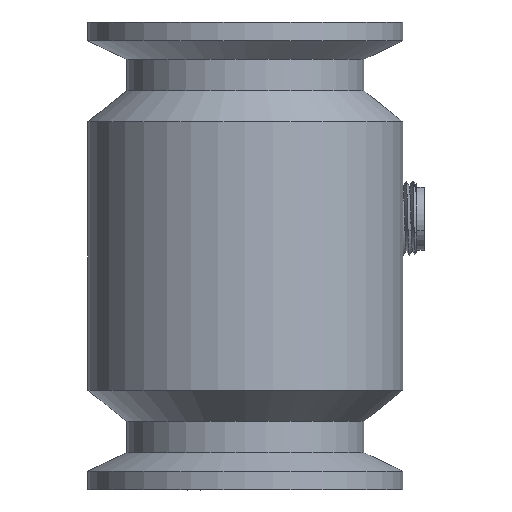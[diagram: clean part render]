
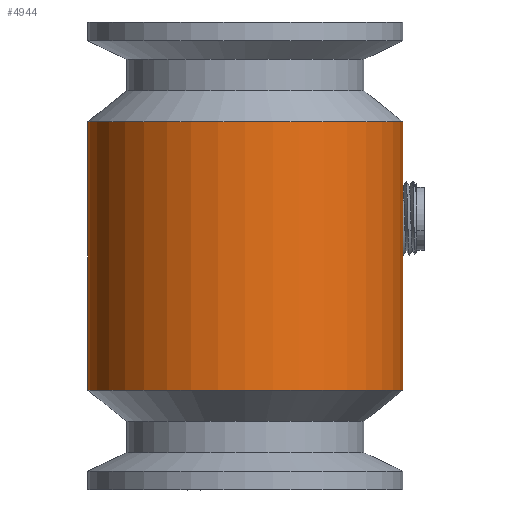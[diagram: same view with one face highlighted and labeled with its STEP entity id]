
A CAD part, front view. The second image highlights one B-rep face of the part: STEP entity #4944.
In plain terms, the highlighted cylindrical face has radius 25.25 mm (diameter 50.5 mm), a full revolution.
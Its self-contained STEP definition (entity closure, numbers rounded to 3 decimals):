
#3622=CYLINDRICAL_SURFACE('',#14776,25.25);
#3973=CIRCLE('',#14774,25.25);
#3974=CIRCLE('',#14775,25.25);
#4213=FACE_BOUND('',#6462,.T.);
#4214=FACE_BOUND('',#6463,.T.);
#4215=FACE_BOUND('',#6464,.T.);
#4944=ADVANCED_FACE('',(#4213,#4214,#4215),#3622,.T.);
#6462=EDGE_LOOP('',(#10844));
#6463=EDGE_LOOP('',(#10845));
#6464=EDGE_LOOP('',(#10846));
#7394=B_SPLINE_CURVE_WITH_KNOTS('',3,(#31779,#31780,#31781,#31782,#31783,
#31784,#31785,#31786,#31787,#31788,#31789,#31790,#31791,#31792,#31793,#31794,
#31795,#31796,#31797,#31798,#31799,#31800,#31801,#31802,#31803,#31804,#31805,
#31806),.UNSPECIFIED.,.T.,.F.,(2,2,2,2,2,2,2,2,2,2,2,2,2,2,2,2),(-0.063,
0.,0.125,0.188,0.25,0.375,0.438,0.5,0.563,0.625,0.688,0.75,0.875,0.938,
1.,1.125),.UNSPECIFIED.);
#10844=ORIENTED_EDGE('',*,*,#13827,.T.);
#10845=ORIENTED_EDGE('',*,*,#13828,.T.);
#10846=ORIENTED_EDGE('',*,*,#13829,.T.);
#12074=VERTEX_POINT('',#31807);
#12075=VERTEX_POINT('',#31809);
#12076=VERTEX_POINT('',#31811);
#13827=EDGE_CURVE('',#12074,#12074,#7394,.T.);
#13828=EDGE_CURVE('',#12075,#12075,#3973,.T.);
#13829=EDGE_CURVE('',#12076,#12076,#3974,.T.);
#14774=AXIS2_PLACEMENT_3D('',#31808,#17276,#17277);
#14775=AXIS2_PLACEMENT_3D('',#31810,#17278,#17279);
#14776=AXIS2_PLACEMENT_3D('',#31812,#17280,#17281);
#17276=DIRECTION('',(0.,0.,1.));
#17277=DIRECTION('',(-1.,0.,0.));
#17278=DIRECTION('',(0.,0.,-1.));
#17279=DIRECTION('',(1.,0.,0.));
#17280=DIRECTION('',(0.,0.,-1.));
#17281=DIRECTION('',(1.,0.,0.));
#31779=CARTESIAN_POINT('',(0.291,25.319,12.958));
#31780=CARTESIAN_POINT('',(-5.388,24.958,12.23));
#31781=CARTESIAN_POINT('',(-8.683,23.823,10.016));
#31782=CARTESIAN_POINT('',(-11.822,22.341,5.551));
#31783=CARTESIAN_POINT('',(-12.61,21.883,3.835));
#31784=CARTESIAN_POINT('',(-13.543,21.318,0.189));
#31785=CARTESIAN_POINT('',(-13.689,21.219,-1.747));
#31786=CARTESIAN_POINT('',(-13.116,21.581,-7.417));
#31787=CARTESIAN_POINT('',(-11.415,22.705,-10.92));
#31788=CARTESIAN_POINT('',(-7.374,24.192,-14.605));
#31789=CARTESIAN_POINT('',(-5.738,24.654,-15.59));
#31790=CARTESIAN_POINT('',(-2.205,25.217,-16.761));
#31791=CARTESIAN_POINT('',(-0.27,25.318,-16.956));
#31792=CARTESIAN_POINT('',(3.482,25.079,-16.467));
#31793=CARTESIAN_POINT('',(5.283,24.744,-15.788));
#31794=CARTESIAN_POINT('',(8.387,23.871,-13.813));
#31795=CARTESIAN_POINT('',(9.716,23.335,-12.514));
#31796=CARTESIAN_POINT('',(11.807,22.349,-9.532));
#31797=CARTESIAN_POINT('',(12.584,21.897,-7.829));
#31798=CARTESIAN_POINT('',(13.512,21.338,-4.217));
#31799=CARTESIAN_POINT('',(13.66,21.237,-2.261));
#31800=CARTESIAN_POINT('',(13.103,21.588,3.351));
#31801=CARTESIAN_POINT('',(11.397,22.712,6.905));
#31802=CARTESIAN_POINT('',(7.368,24.193,10.59));
#31803=CARTESIAN_POINT('',(5.757,24.65,11.568));
#31804=CARTESIAN_POINT('',(2.223,25.215,12.753));
#31805=CARTESIAN_POINT('',(0.291,25.319,12.958));
#31806=CARTESIAN_POINT('',(-5.388,24.958,12.23));
#31807=CARTESIAN_POINT('',(-1.602,25.199,12.715));
#31808=CARTESIAN_POINT('',(0.,0.,-29.5));
#31809=CARTESIAN_POINT('',(-25.25,0.,-29.5));
#31810=CARTESIAN_POINT('',(0.,0.,13.5));
#31811=CARTESIAN_POINT('',(25.25,0.,13.5));
#31812=CARTESIAN_POINT('',(0.,0.,48.5));
